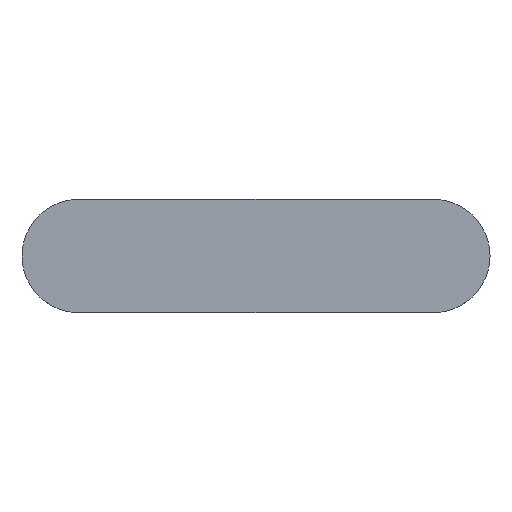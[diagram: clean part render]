
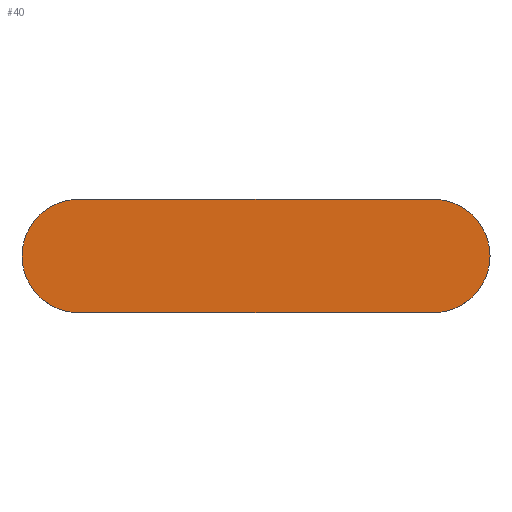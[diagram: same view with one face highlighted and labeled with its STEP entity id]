
A CAD part, top view. The second image highlights one B-rep face of the part: STEP entity #40.
In plain terms, the highlighted planar face has unit normal (0, 0, 1).
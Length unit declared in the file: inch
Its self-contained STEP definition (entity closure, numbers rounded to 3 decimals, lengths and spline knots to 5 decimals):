
#6 = ORIENTED_EDGE ( 'NONE', *, *, #170, .T. ) ;
#16 = VERTEX_POINT ( 'NONE', #63 ) ;
#18 = EDGE_CURVE ( 'NONE', #154, #16, #61, .T. ) ;
#23 = PLANE ( 'NONE',  #125 ) ;
#24 = CARTESIAN_POINT ( 'NONE',  ( -0.4375, 0.14, 0.016 ) ) ;
#36 = VERTEX_POINT ( 'NONE', #24 ) ;
#40 = ADVANCED_FACE ( 'NONE', ( #126 ), #23, .F. ) ;
#41 = ORIENTED_EDGE ( 'NONE', *, *, #142, .T. ) ;
#42 = ORIENTED_EDGE ( 'NONE', *, *, #46, .T. ) ;
#43 = ORIENTED_EDGE ( 'NONE', *, *, #156, .T. ) ;
#44 = ORIENTED_EDGE ( 'NONE', *, *, #18, .T. ) ;
#46 = EDGE_CURVE ( 'NONE', #47, #166, #121, .T. ) ;
#47 = VERTEX_POINT ( 'NONE', #116 ) ;
#57 = DIRECTION ( 'NONE',  ( 1., 0., 0. ) ) ;
#58 = DIRECTION ( 'NONE',  ( 0., 0., 1. ) ) ;
#59 = CARTESIAN_POINT ( 'NONE',  ( 0.4375, 0., 0.016 ) ) ;
#60 = AXIS2_PLACEMENT_3D ( 'NONE', #59, #58, #57 ) ;
#61 = CIRCLE ( 'NONE', #60, 0.14 ) ;
#63 = CARTESIAN_POINT ( 'NONE',  ( 0.4375, 0.14, 0.016 ) ) ;
#106 = DIRECTION ( 'NONE',  ( -1., 0., 0. ) ) ;
#107 = DIRECTION ( 'NONE',  ( 0., 0., 1. ) ) ;
#108 = CARTESIAN_POINT ( 'NONE',  ( -0.4375, 0., 0.016 ) ) ;
#109 = AXIS2_PLACEMENT_3D ( 'NONE', #108, #107, #106 ) ;
#110 = CIRCLE ( 'NONE', #109, 0.14 ) ;
#116 = CARTESIAN_POINT ( 'NONE',  ( -0.5775, 0., 0.016 ) ) ;
#117 = DIRECTION ( 'NONE',  ( -1., 0., 0. ) ) ;
#118 = DIRECTION ( 'NONE',  ( 0., 0., 1. ) ) ;
#119 = CARTESIAN_POINT ( 'NONE',  ( -0.4375, 0., 0.016 ) ) ;
#120 = AXIS2_PLACEMENT_3D ( 'NONE', #119, #118, #117 ) ;
#121 = CIRCLE ( 'NONE', #120, 0.14 ) ;
#122 = DIRECTION ( 'NONE',  ( -1., 0., 0. ) ) ;
#123 = DIRECTION ( 'NONE',  ( 0., 0., -1. ) ) ;
#124 = CARTESIAN_POINT ( 'NONE',  ( -0.4375, 0., 0.016 ) ) ;
#125 = AXIS2_PLACEMENT_3D ( 'NONE', #124, #123, #122 ) ;
#126 = FACE_OUTER_BOUND ( 'NONE', #172, .T. ) ;
#142 = EDGE_CURVE ( 'NONE', #36, #47, #110, .T. ) ;
#154 = VERTEX_POINT ( 'NONE', #190 ) ;
#156 = EDGE_CURVE ( 'NONE', #166, #154, #192, .T. ) ;
#166 = VERTEX_POINT ( 'NONE', #177 ) ;
#170 = EDGE_CURVE ( 'NONE', #16, #36, #220, .T. ) ;
#172 = EDGE_LOOP ( 'NONE', ( #41, #42, #43, #44, #6 ) ) ;
#177 = CARTESIAN_POINT ( 'NONE',  ( -0.4375, -0.14, 0.016 ) ) ;
#180 = DIRECTION ( 'NONE',  ( 1., 0., 0. ) ) ;
#182 = CARTESIAN_POINT ( 'NONE',  ( -0.4375, -0.14, 0.016 ) ) ;
#190 = CARTESIAN_POINT ( 'NONE',  ( 0.4375, -0.14, 0.016 ) ) ;
#192 = LINE ( 'NONE', #182, #214 ) ;
#214 = VECTOR ( 'NONE', #180, 39.37008 ) ;
#217 = DIRECTION ( 'NONE',  ( -1., 0., 0. ) ) ;
#218 = VECTOR ( 'NONE', #217, 39.37008 ) ;
#219 = CARTESIAN_POINT ( 'NONE',  ( -0.4375, 0.14, 0.016 ) ) ;
#220 = LINE ( 'NONE', #219, #218 ) ;
